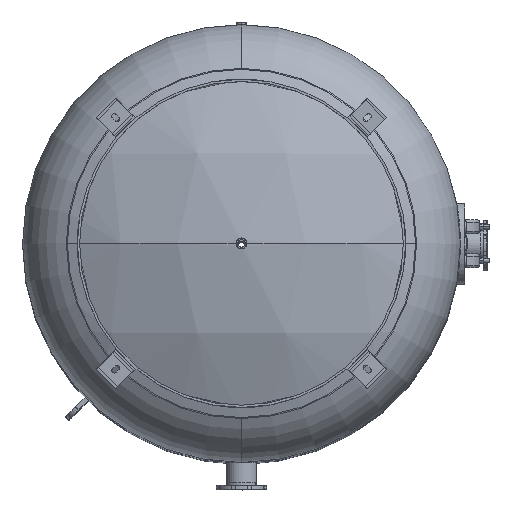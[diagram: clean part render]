
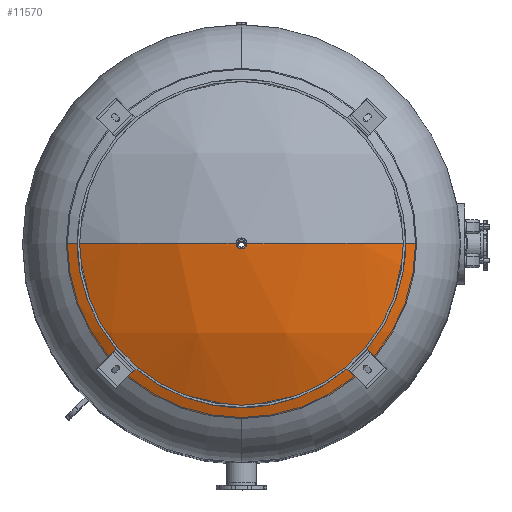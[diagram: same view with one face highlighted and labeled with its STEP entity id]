
A CAD part, top view. The second image highlights one B-rep face of the part: STEP entity #11570.
In plain terms, the highlighted spherical face has radius 2194.56 mm.
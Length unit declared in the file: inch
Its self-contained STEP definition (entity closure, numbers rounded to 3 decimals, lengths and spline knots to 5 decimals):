
#103 = CARTESIAN_POINT ( 'NONE',  ( 1.1875, 0., 146.36684 ) ) ;
#148 = CARTESIAN_POINT ( 'NONE',  ( -38.4, 0., 137.37267 ) ) ;
#1709 = CARTESIAN_POINT ( 'NONE',  ( -1.1875, 0., 146.36684 ) ) ;
#1800 = CARTESIAN_POINT ( 'NONE',  ( 0., -38.4, 137.37267 ) ) ;
#3728 = CIRCLE ( 'NONE', #5499, 86.4 ) ;
#3874 = CIRCLE ( 'NONE', #5173, 38.4 ) ;
#4152 = CARTESIAN_POINT ( 'NONE',  ( 0., 0., 146.36684 ) ) ;
#4154 = DIRECTION ( 'NONE',  ( 0., 0., 1. ) ) ;
#4156 = DIRECTION ( 'NONE',  ( -1., 0., 0. ) ) ;
#4164 = CIRCLE ( 'NONE', #5326, 1.1875 ) ;
#4165 = CIRCLE ( 'NONE', #5328, 86.4 ) ;
#4168 = CIRCLE ( 'NONE', #5149, 38.4 ) ;
#4397 = VERTEX_POINT ( 'NONE', #14830 ) ;
#4508 = AXIS2_PLACEMENT_3D ( 'NONE', #7970, #7968, #7973 ) ;
#5149 = AXIS2_PLACEMENT_3D ( 'NONE', #16269, #16270, #16271 ) ;
#5173 = AXIS2_PLACEMENT_3D ( 'NONE', #17130, #17132, #17134 ) ;
#5326 = AXIS2_PLACEMENT_3D ( 'NONE', #4152, #4154, #4156 ) ;
#5328 = AXIS2_PLACEMENT_3D ( 'NONE', #16266, #16267, #16268 ) ;
#5499 = AXIS2_PLACEMENT_3D ( 'NONE', #10347, #10348, #10349 ) ;
#7173 = ORIENTED_EDGE ( 'NONE', *, *, #8965, .F. ) ;
#7188 = ORIENTED_EDGE ( 'NONE', *, *, #9029, .F. ) ;
#7209 = ORIENTED_EDGE ( 'NONE', *, *, #9163, .F. ) ;
#7211 = ORIENTED_EDGE ( 'NONE', *, *, #9162, .T. ) ;
#7219 = ORIENTED_EDGE ( 'NONE', *, *, #9160, .F. ) ;
#7548 = FACE_OUTER_BOUND ( 'NONE', #17484, .T. ) ;
#7551 = SPHERICAL_SURFACE ( 'NONE', #4508, 86.4 ) ;
#7968 = DIRECTION ( 'NONE',  ( 0., -1., 0. ) ) ;
#7970 = CARTESIAN_POINT ( 'NONE',  ( 0., 0., 59.975 ) ) ;
#7973 = DIRECTION ( 'NONE',  ( 1., 0., 0. ) ) ;
#8965 = EDGE_CURVE ( 'NONE', #18529, #4397, #3728, .T. ) ;
#9029 = EDGE_CURVE ( 'NONE', #4397, #18443, #3874, .T. ) ;
#9160 = EDGE_CURVE ( 'NONE', #18352, #18529, #4164, .T. ) ;
#9162 = EDGE_CURVE ( 'NONE', #18352, #18576, #4165, .T. ) ;
#9163 = EDGE_CURVE ( 'NONE', #18443, #18576, #4168, .T. ) ;
#10347 = CARTESIAN_POINT ( 'NONE',  ( 0., 0., 59.975 ) ) ;
#10348 = DIRECTION ( 'NONE',  ( 0., 1., 0. ) ) ;
#10349 = DIRECTION ( 'NONE',  ( 0., 0., 1. ) ) ;
#11570 = ADVANCED_FACE ( 'NONE', ( #7548 ), #7551, .T. ) ;
#14830 = CARTESIAN_POINT ( 'NONE',  ( 38.4, 0., 137.37267 ) ) ;
#16266 = CARTESIAN_POINT ( 'NONE',  ( 0., 0., 59.975 ) ) ;
#16267 = DIRECTION ( 'NONE',  ( 0., -1., 0. ) ) ;
#16268 = DIRECTION ( 'NONE',  ( 0., 0., -1. ) ) ;
#16269 = CARTESIAN_POINT ( 'NONE',  ( 0., 0., 137.37267 ) ) ;
#16270 = DIRECTION ( 'NONE',  ( 0., 0., -1. ) ) ;
#16271 = DIRECTION ( 'NONE',  ( 0., 1., 0. ) ) ;
#17130 = CARTESIAN_POINT ( 'NONE',  ( 0., 0., 137.37267 ) ) ;
#17132 = DIRECTION ( 'NONE',  ( 0., 0., -1. ) ) ;
#17134 = DIRECTION ( 'NONE',  ( 0., 1., 0. ) ) ;
#17484 = EDGE_LOOP ( 'NONE', ( #7219, #7211, #7209, #7188, #7173 ) ) ;
#18352 = VERTEX_POINT ( 'NONE', #1709 ) ;
#18443 = VERTEX_POINT ( 'NONE', #1800 ) ;
#18529 = VERTEX_POINT ( 'NONE', #103 ) ;
#18576 = VERTEX_POINT ( 'NONE', #148 ) ;
